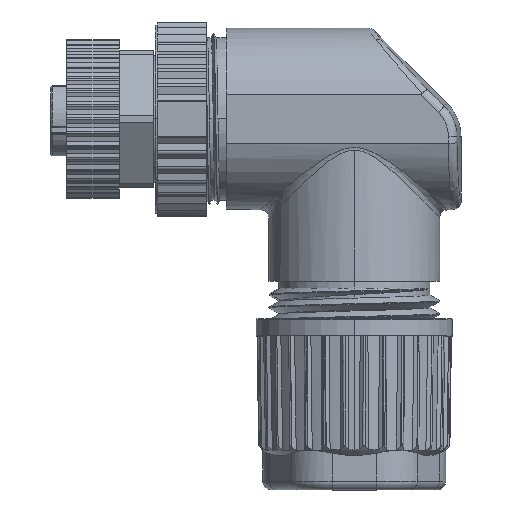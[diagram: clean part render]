
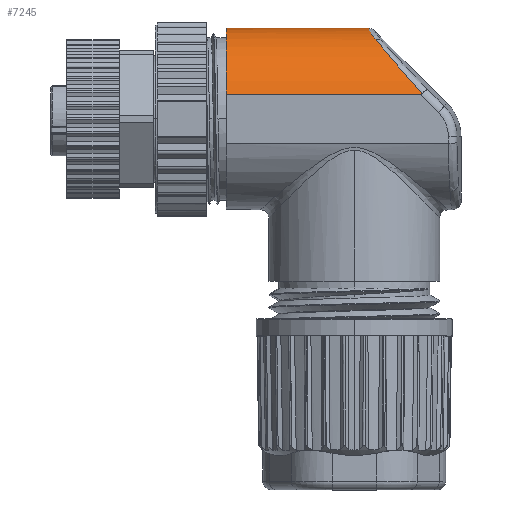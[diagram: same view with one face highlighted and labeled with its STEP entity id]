
A CAD part, top view. The second image highlights one B-rep face of the part: STEP entity #7245.
In plain terms, the highlighted cylindrical face has radius 10.6 mm (diameter 21.2 mm), a partial arc.
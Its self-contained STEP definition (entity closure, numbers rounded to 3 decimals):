
#78 = B_SPLINE_CURVE_WITH_KNOTS ( 'NONE', 3,
 ( #63579, #838, #33915, #61771, #90181, #54907, #27064, #41172, #77331, #20149, #28874, #13260, #6384 ),
 .UNSPECIFIED., .F., .F.,
 ( 4, 2, 2, 1, 2, 2, 4 ),
 ( 0., 0.25, 0.375, 0.438, 0.469, 0.5, 1. ),
 .UNSPECIFIED. ) ;
#838 = CARTESIAN_POINT ( 'NONE',  ( 37.162, 10.6, 0.431 ) ) ;
#1288 = CARTESIAN_POINT ( 'NONE',  ( 40.453, 6.369, 8.502 ) ) ;
#4670 = ORIENTED_EDGE ( 'NONE', *, *, #35399, .T. ) ;
#4928 = CYLINDRICAL_SURFACE ( 'NONE', #64847, 10.6 ) ;
#6018 = CARTESIAN_POINT ( 'NONE',  ( 38.258, 9.006, 5.618 ) ) ;
#6384 = CARTESIAN_POINT ( 'NONE',  ( 38.047, 9.274, 5.134 ) ) ;
#7245 = ADVANCED_FACE ( 'NONE', ( #32029 ), #4928, .T. ) ;
#9212 = CARTESIAN_POINT ( 'NONE',  ( 20.5, 2.884, 10.2 ) ) ;
#9863 = VERTEX_POINT ( 'NONE', #9212 ) ;
#10385 = CARTESIAN_POINT ( 'NONE',  ( 20.5, 10.6, 0. ) ) ;
#10393 = ORIENTED_EDGE ( 'NONE', *, *, #31301, .F. ) ;
#11694 = DIRECTION ( 'NONE',  ( 1., 0., 0. ) ) ;
#12832 = VERTEX_POINT ( 'NONE', #13781 ) ;
#13260 = CARTESIAN_POINT ( 'NONE',  ( 37.684, 9.737, 4.298 ) ) ;
#13781 = CARTESIAN_POINT ( 'NONE',  ( 43.225, 2.884, 10.2 ) ) ;
#14594 = CARTESIAN_POINT ( 'NONE',  ( 39.169, 7.889, 7.108 ) ) ;
#15337 = VERTEX_POINT ( 'NONE', #10385 ) ;
#16620 = VECTOR ( 'NONE', #49790, 1000. ) ;
#17237 = ORIENTED_EDGE ( 'NONE', *, *, #22489, .F. ) ;
#17319 = CARTESIAN_POINT ( 'NONE',  ( 42.111, 4.453, 9.649 ) ) ;
#17689 = VECTOR ( 'NONE', #11694, 1000. ) ;
#19710 = EDGE_CURVE ( 'NONE', #12832, #19729, #79851, .T. ) ;
#19729 = VERTEX_POINT ( 'NONE', #48853 ) ;
#20149 = CARTESIAN_POINT ( 'NONE',  ( 37.301, 10.29, 2.545 ) ) ;
#20215 = CIRCLE ( 'NONE', #59689, 10.6 ) ;
#22489 = EDGE_CURVE ( 'NONE', #27571, #19729, #81883, .T. ) ;
#25059 = DIRECTION ( 'NONE',  ( 0., 1., 0. ) ) ;
#27064 = CARTESIAN_POINT ( 'NONE',  ( 37.254, 10.365, 2.223 ) ) ;
#27571 = VERTEX_POINT ( 'NONE', #40469 ) ;
#27894 = CARTESIAN_POINT ( 'NONE',  ( 43.225, 2.884, 10.2 ) ) ;
#28069 = CARTESIAN_POINT ( 'NONE',  ( 37.191, 10.6, 0. ) ) ;
#28387 = EDGE_CURVE ( 'NONE', #15337, #76588, #50183, .T. ) ;
#28588 = ORIENTED_EDGE ( 'NONE', *, *, #73493, .F. ) ;
#28874 = CARTESIAN_POINT ( 'NONE',  ( 37.444, 10.066, 3.43 ) ) ;
#31301 = EDGE_CURVE ( 'NONE', #12832, #9863, #63052, .T. ) ;
#32029 = FACE_OUTER_BOUND ( 'NONE', #60716, .T. ) ;
#33915 = CARTESIAN_POINT ( 'NONE',  ( 37.157, 10.573, 0.868 ) ) ;
#35399 = EDGE_CURVE ( 'NONE', #15337, #9863, #20215, .T. ) ;
#35618 = CARTESIAN_POINT ( 'NONE',  ( 20.5, 2.884, 10.2 ) ) ;
#40469 = CARTESIAN_POINT ( 'NONE',  ( 38.047, 9.274, 5.134 ) ) ;
#41172 = CARTESIAN_POINT ( 'NONE',  ( 37.277, 10.329, 2.384 ) ) ;
#41497 = DIRECTION ( 'NONE',  ( 0., 1., 0. ) ) ;
#42516 = CARTESIAN_POINT ( 'NONE',  ( 39.555, 7.427, 7.595 ) ) ;
#43346 = CARTESIAN_POINT ( 'NONE',  ( 43.38, 2.901, 10.196 ) ) ;
#44318 = CARTESIAN_POINT ( 'NONE',  ( 43.434, 2.952, 10.181 ) ) ;
#48853 = CARTESIAN_POINT ( 'NONE',  ( 43.434, 2.952, 10.181 ) ) ;
#49581 = ORIENTED_EDGE ( 'NONE', *, *, #28387, .F. ) ;
#49790 = DIRECTION ( 'NONE',  ( -1., 0., 0. ) ) ;
#50183 = LINE ( 'NONE', #88600, #17689 ) ;
#51651 = CARTESIAN_POINT ( 'NONE',  ( 40.965, 5.773, 8.922 ) ) ;
#53682 = CARTESIAN_POINT ( 'NONE',  ( 38.047, 9.274, 5.134 ) ) ;
#54907 = CARTESIAN_POINT ( 'NONE',  ( 37.235, 10.398, 2.062 ) ) ;
#58512 = CARTESIAN_POINT ( 'NONE',  ( 42.744, 3.73, 9.955 ) ) ;
#59689 = AXIS2_PLACEMENT_3D ( 'NONE', #67086, #66623, #25059 ) ;
#60716 = EDGE_LOOP ( 'NONE', ( #49581, #4670, #10393, #85048, #17237, #28588 ) ) ;
#61771 = CARTESIAN_POINT ( 'NONE',  ( 37.186, 10.493, 1.521 ) ) ;
#63052 = LINE ( 'NONE', #35618, #16620 ) ;
#63579 = CARTESIAN_POINT ( 'NONE',  ( 37.191, 10.6, 0. ) ) ;
#64847 = AXIS2_PLACEMENT_3D ( 'NONE', #68951, #90068, #41497 ) ;
#66623 = DIRECTION ( 'NONE',  ( 1., 0., 0. ) ) ;
#67086 = CARTESIAN_POINT ( 'NONE',  ( 20.5, 0., 0. ) ) ;
#68951 = CARTESIAN_POINT ( 'NONE',  ( 20.5, 0., 0. ) ) ;
#69871 = CARTESIAN_POINT ( 'NONE',  ( 43.434, 2.952, 10.181 ) ) ;
#73493 = EDGE_CURVE ( 'NONE', #76588, #27571, #78, .T. ) ;
#76588 = VERTEX_POINT ( 'NONE', #28069 ) ;
#77331 = CARTESIAN_POINT ( 'NONE',  ( 37.292, 10.303, 2.491 ) ) ;
#79851 = B_SPLINE_CURVE_WITH_KNOTS ( 'NONE', 3,
 ( #27894, #85021, #43346, #69871 ),
 .UNSPECIFIED., .F., .F.,
 ( 4, 4 ),
 ( 0., 0. ),
 .UNSPECIFIED. ) ;
#81578 = CARTESIAN_POINT ( 'NONE',  ( 38.521, 8.678, 6.12 ) ) ;
#81883 = B_SPLINE_CURVE_WITH_KNOTS ( 'NONE', 3,
 ( #53682, #6018, #81578, #14594, #42516, #1288, #51651, #17319, #58512, #44318 ),
 .UNSPECIFIED., .F., .F.,
 ( 4, 2, 2, 2, 4 ),
 ( 0., 0.25, 0.5, 0.75, 1. ),
 .UNSPECIFIED. ) ;
#85021 = CARTESIAN_POINT ( 'NONE',  ( 43.3, 2.884, 10.2 ) ) ;
#85048 = ORIENTED_EDGE ( 'NONE', *, *, #19710, .T. ) ;
#88600 = CARTESIAN_POINT ( 'NONE',  ( 20.5, 10.6, 0. ) ) ;
#90068 = DIRECTION ( 'NONE',  ( 1., 0., 0. ) ) ;
#90181 = CARTESIAN_POINT ( 'NONE',  ( 37.202, 10.459, 1.738 ) ) ;
